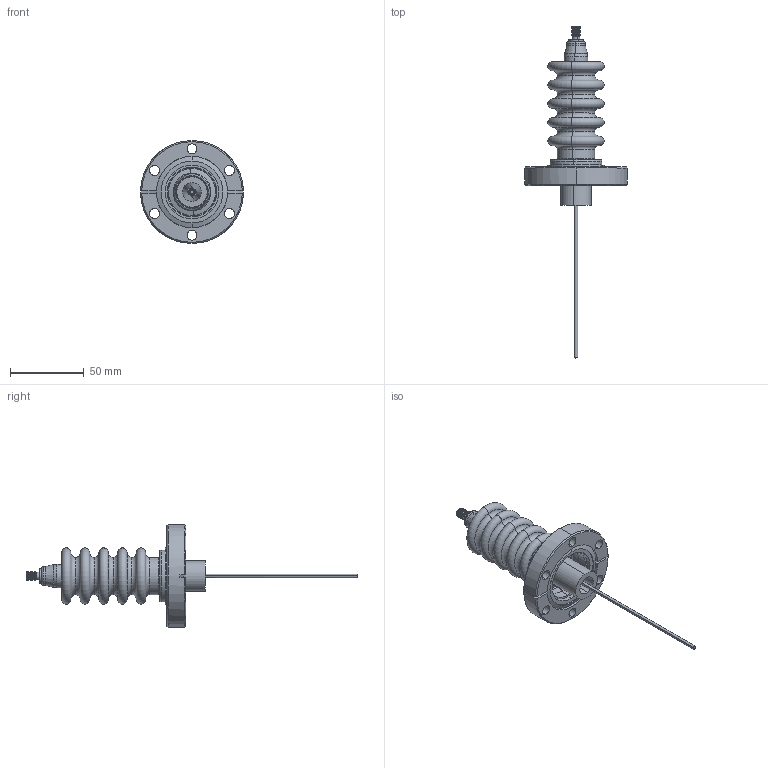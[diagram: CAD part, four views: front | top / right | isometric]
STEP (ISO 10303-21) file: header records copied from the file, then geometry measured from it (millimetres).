
FILE_DESCRIPTION (( 'STEP AP203' ), '1' );
FILE_NAME ('A0234-6-CF.STEP', '2013-06-11T12:19:44', ( '' ), ( '' ), 'SwSTEP 2.0', 'SolidWorks 2012', '' );
FILE_SCHEMA (( 'CONFIG_CONTROL_DESIGN' ));
Length unit declared in the file: inch
Products named in the file (1): A0234-6-CF
Bounding box: 69.85 x 225.26 x 69.85 mm (x, y, z)
Volume: 92478.5 mm3; surface area: 32920.5 mm2
Topology: 1 solids, 1 shells, 189 faces, 412 edges, 241 vertices
Faces by surface type: cone 69, cylinder 54, torus 42, plane 24
Entity records: 5302 total; most frequent: DIRECTION 1057, CARTESIAN_POINT 867, ORIENTED_EDGE 824, AXIS2_PLACEMENT_3D 463, EDGE_CURVE 412, CIRCLE 273, VERTEX_POINT 241, EDGE_LOOP 217
